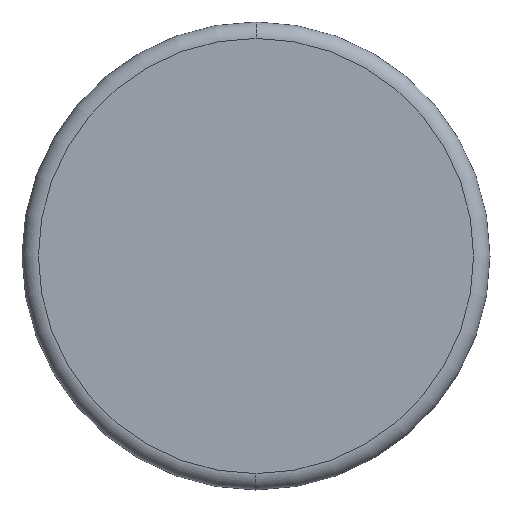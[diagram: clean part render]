
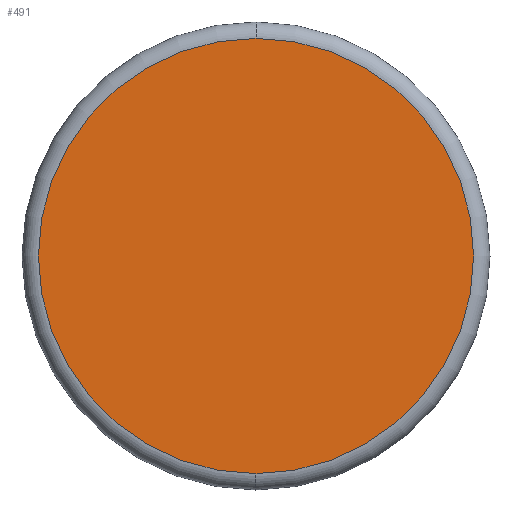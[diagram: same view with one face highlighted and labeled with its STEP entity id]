
A CAD part, left-side view. The second image highlights one B-rep face of the part: STEP entity #491.
In plain terms, the highlighted planar face has unit normal (-1, 0, 0).
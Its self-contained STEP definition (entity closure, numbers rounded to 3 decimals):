
#51=CARTESIAN_POINT('',(-3.4,0.0,9.3));
#52=VERTEX_POINT('',#51);
#69=CARTESIAN_POINT('',(-3.4,0.,-9.3));
#70=VERTEX_POINT('',#69);
#78=CARTESIAN_POINT('',(-3.4,0.0,0.0));
#79=DIRECTION('',(-1.0,0.0,0.0));
#80=DIRECTION('',(0.0,0.0,1.0));
#81=AXIS2_PLACEMENT_3D('',#78,#79,#80);
#82=CIRCLE('',#81,9.3);
#83=EDGE_CURVE('',#52,#70,#82,.T.);
#470=CARTESIAN_POINT('',(-3.4,0.0,0.0));
#471=DIRECTION('',(-1.0,0.0,0.0));
#472=DIRECTION('',(0.0,0.0,1.0));
#473=AXIS2_PLACEMENT_3D('',#470,#471,#472);
#474=CIRCLE('',#473,9.3);
#475=EDGE_CURVE('',#70,#52,#474,.T.);
#482=CARTESIAN_POINT('',(-3.4,0.0,4.65));
#483=DIRECTION('',(-1.0,0.0,0.0));
#484=DIRECTION('',(0.0,0.0,1.0));
#485=AXIS2_PLACEMENT_3D('',#482,#483,#484);
#486=PLANE('',#485);
#487=ORIENTED_EDGE('',*,*,#83,.T.);
#488=ORIENTED_EDGE('',*,*,#475,.T.);
#489=EDGE_LOOP('',(#487,#488));
#490=FACE_OUTER_BOUND('',#489,.T.);
#491=ADVANCED_FACE('',(#490),#486,.T.);
